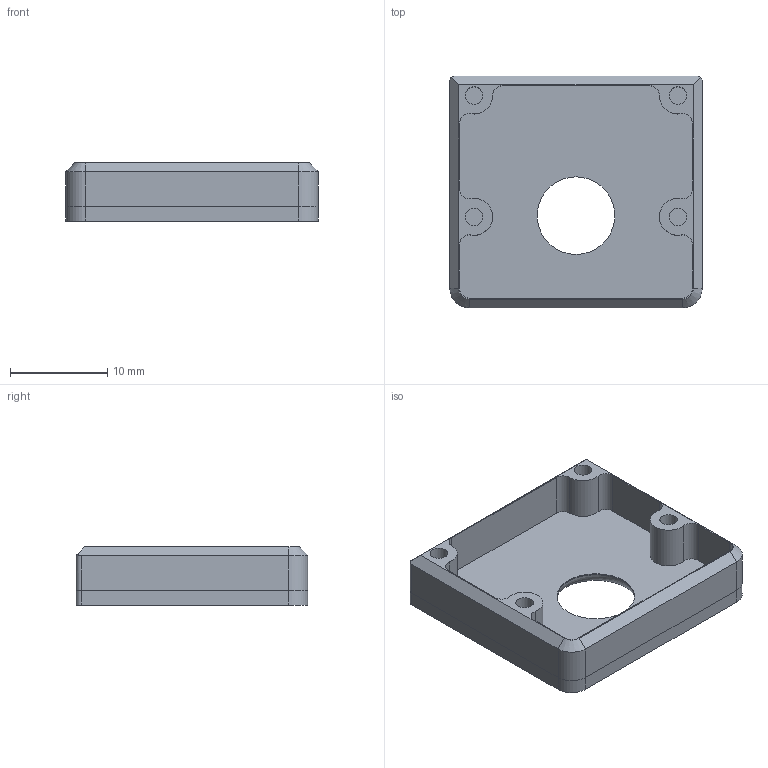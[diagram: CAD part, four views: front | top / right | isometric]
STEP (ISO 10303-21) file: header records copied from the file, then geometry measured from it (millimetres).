
FILE_DESCRIPTION(('FreeCAD Model'),'2;1');
FILE_NAME( 'cam_top.step', '2019-04-06T20:30:27',('Anool'),('Wyolum'), 'Open CASCADE STEP processor 7.3','FreeCAD','Unknown');
FILE_SCHEMA(('AUTOMOTIVE_DESIGN { 1 0 10303 214 1 1 1 1 }'));
Length unit declared in the file: millimetre
Products named in the file (1): cam_top
Bounding box: 26 x 23.87 x 6 mm (x, y, z)
Volume: 1371.8 mm3; surface area: 2229.4 mm2
Topology: 1 solids, 1 shells, 55 faces, 131 edges, 83 vertices
Faces by surface type: cylinder 27, plane 25, cone 2, torus 1
Full cylindrical faces by diameter (mm): 1.8 x4, 8 x1
Entity records: 1622 total; most frequent: DIRECTION 299, CARTESIAN_POINT 270, ORIENTED_EDGE 262, EDGE_CURVE 131, AXIS2_PLACEMENT_3D 112, VERTEX_POINT 83, LINE 75, VECTOR 75
